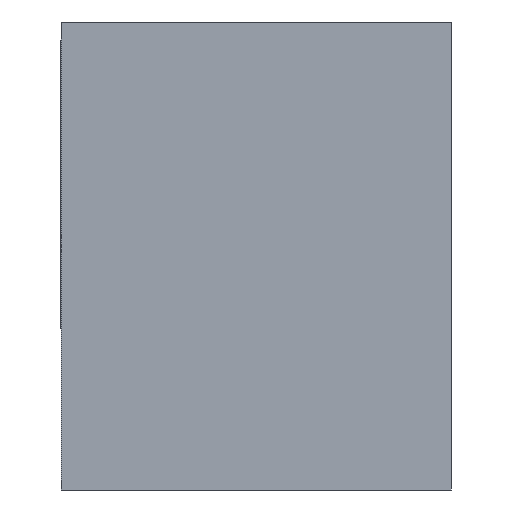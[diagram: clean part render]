
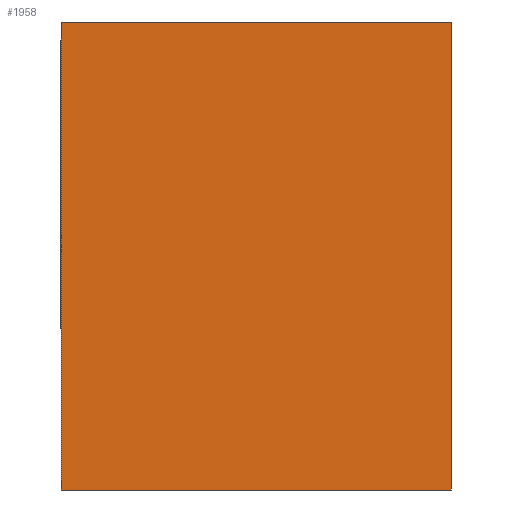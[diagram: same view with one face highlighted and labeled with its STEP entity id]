
A CAD part, front view. The second image highlights one B-rep face of the part: STEP entity #1958.
In plain terms, the highlighted planar face has unit normal (0, -1, 0).
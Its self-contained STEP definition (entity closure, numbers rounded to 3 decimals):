
#875 = VERTEX_POINT('',#876);
#876 = CARTESIAN_POINT('',(20.,-30.,20.));
#882 = EDGE_CURVE('',#875,#883,#885,.T.);
#883 = VERTEX_POINT('',#884);
#884 = CARTESIAN_POINT('',(20.,-30.,14.));
#885 = LINE('',#886,#887);
#886 = CARTESIAN_POINT('',(20.,-30.,20.));
#887 = VECTOR('',#888,1.);
#888 = DIRECTION('',(0.,0.,-1.));
#1169 = EDGE_CURVE('',#1170,#883,#1172,.T.);
#1170 = VERTEX_POINT('',#1171);
#1171 = CARTESIAN_POINT('',(15.,-30.,14.));
#1172 = LINE('',#1173,#1174);
#1173 = CARTESIAN_POINT('',(15.,-30.,14.));
#1174 = VECTOR('',#1175,1.);
#1175 = DIRECTION('',(1.,0.,0.));
#1958 = ADVANCED_FACE('',(#1959),#1977,.F.);
#1959 = FACE_BOUND('',#1960,.F.);
#1960 = EDGE_LOOP('',(#1961,#1969,#1970,#1971));
#1961 = ORIENTED_EDGE('',*,*,#1962,.T.);
#1962 = EDGE_CURVE('',#1963,#875,#1965,.T.);
#1963 = VERTEX_POINT('',#1964);
#1964 = CARTESIAN_POINT('',(15.,-30.,20.));
#1965 = LINE('',#1966,#1967);
#1966 = CARTESIAN_POINT('',(15.,-30.,20.));
#1967 = VECTOR('',#1968,1.);
#1968 = DIRECTION('',(1.,0.,0.));
#1969 = ORIENTED_EDGE('',*,*,#882,.T.);
#1970 = ORIENTED_EDGE('',*,*,#1169,.F.);
#1971 = ORIENTED_EDGE('',*,*,#1972,.F.);
#1972 = EDGE_CURVE('',#1963,#1170,#1973,.T.);
#1973 = LINE('',#1974,#1975);
#1974 = CARTESIAN_POINT('',(15.,-30.,20.));
#1975 = VECTOR('',#1976,1.);
#1976 = DIRECTION('',(0.,0.,-1.));
#1977 = PLANE('',#1978);
#1978 = AXIS2_PLACEMENT_3D('',#1979,#1980,#1981);
#1979 = CARTESIAN_POINT('',(15.,-30.,20.));
#1980 = DIRECTION('',(0.,1.,0.));
#1981 = DIRECTION('',(0.,0.,-1.));
